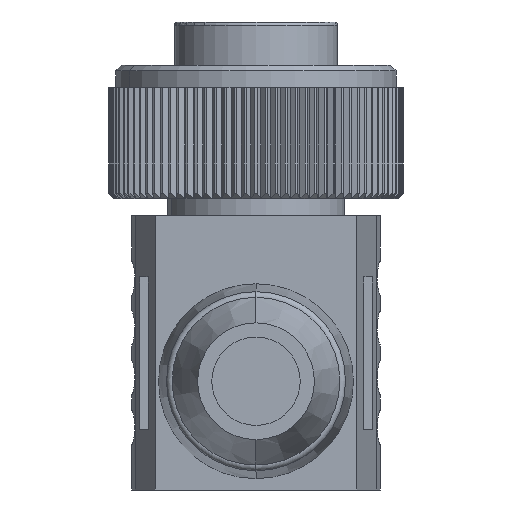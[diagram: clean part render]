
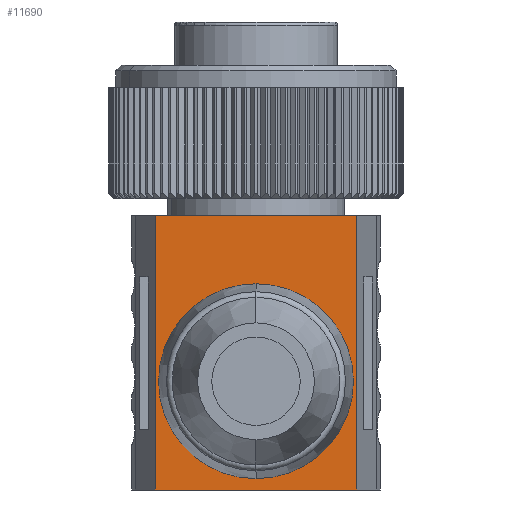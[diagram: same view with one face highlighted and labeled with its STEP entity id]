
A CAD part, left-side view. The second image highlights one B-rep face of the part: STEP entity #11690.
In plain terms, the highlighted planar face has unit normal (-1, 0, 0).
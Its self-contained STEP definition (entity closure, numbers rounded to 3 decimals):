
#3222=DIRECTION('',(0.,1.,0.));
#3223=VECTOR('',#3222,17.8);
#3224=CARTESIAN_POINT('',(0.,-8.9,14.6));
#3225=LINE('',#3224,#3223);
#3254=CARTESIAN_POINT('',(0.,0.,0.));
#3255=DIRECTION('',(-1.,0.,0.));
#3256=DIRECTION('',(0.,0.,1.));
#3257=AXIS2_PLACEMENT_3D('',#3254,#3255,#3256);
#3259=CARTESIAN_POINT('',(0.,0.,0.));
#3260=DIRECTION('',(-1.,0.,0.));
#3261=DIRECTION('',(0.,0.,-1.));
#3262=AXIS2_PLACEMENT_3D('',#3259,#3260,#3261);
#3264=DIRECTION('',(0.,0.,-1.));
#3265=VECTOR('',#3264,24.2);
#3266=CARTESIAN_POINT('',(0.,8.9,14.6));
#3267=LINE('',#3266,#3265);
#3296=DIRECTION('',(0.,-1.,0.));
#3297=VECTOR('',#3296,17.8);
#3298=CARTESIAN_POINT('',(0.,8.9,-9.6));
#3299=LINE('',#3298,#3297);
#3314=DIRECTION('',(0.,0.,1.));
#3315=VECTOR('',#3314,24.2);
#3316=CARTESIAN_POINT('',(0.,-8.9,-9.6));
#3317=LINE('',#3316,#3315);
#6404=CARTESIAN_POINT('',(0.,0.,-8.6));
#6405=VERTEX_POINT('',#6404);
#6406=CARTESIAN_POINT('',(0.,0.,8.6));
#6407=VERTEX_POINT('',#6406);
#6408=CARTESIAN_POINT('',(0.,8.9,14.6));
#6409=CARTESIAN_POINT('',(0.,8.9,-9.6));
#6410=VERTEX_POINT('',#6408);
#6411=VERTEX_POINT('',#6409);
#6412=CARTESIAN_POINT('',(0.,-8.9,14.6));
#6413=VERTEX_POINT('',#6412);
#6414=CARTESIAN_POINT('',(0.,-8.9,-9.6));
#6415=VERTEX_POINT('',#6414);
#11670=CARTESIAN_POINT('',(0.,0.,2.5));
#11671=DIRECTION('',(1.,0.,0.));
#11672=DIRECTION('',(0.,0.,1.));
#11673=AXIS2_PLACEMENT_3D('',#11670,#11671,#11672);
#11674=PLANE('',#11673);
#11676=ORIENTED_EDGE('',*,*,#11675,.F.);
#11677=ORIENTED_EDGE('',*,*,#11652,.F.);
#11679=ORIENTED_EDGE('',*,*,#11678,.F.);
#11681=ORIENTED_EDGE('',*,*,#11680,.F.);
#11682=EDGE_LOOP('',(#11676,#11677,#11679,#11681));
#11683=FACE_OUTER_BOUND('',#11682,.F.);
#11685=ORIENTED_EDGE('',*,*,#11684,.T.);
#11687=ORIENTED_EDGE('',*,*,#11686,.T.);
#11688=EDGE_LOOP('',(#11685,#11687));
#11689=FACE_BOUND('',#11688,.F.);
#11690=ADVANCED_FACE('',(#11683,#11689),#11674,.F.);
#3258=CIRCLE('',#3257,8.6);
#3263=CIRCLE('',#3262,8.6);
#11652=EDGE_CURVE('',#6413,#6410,#3225,.T.);
#11675=EDGE_CURVE('',#6410,#6411,#3267,.T.);
#11678=EDGE_CURVE('',#6415,#6413,#3317,.T.);
#11680=EDGE_CURVE('',#6411,#6415,#3299,.T.);
#11684=EDGE_CURVE('',#6407,#6405,#3258,.T.);
#11686=EDGE_CURVE('',#6405,#6407,#3263,.T.);
